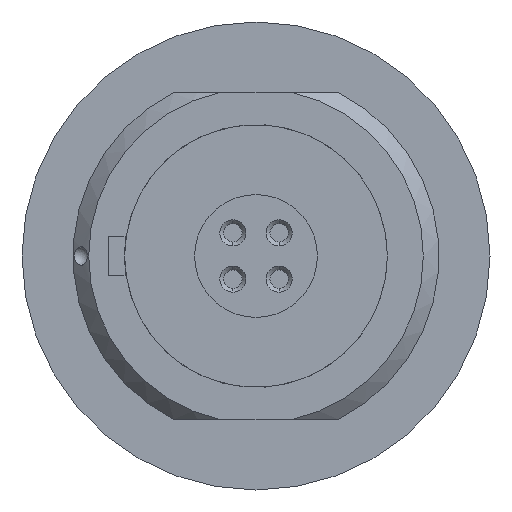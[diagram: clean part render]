
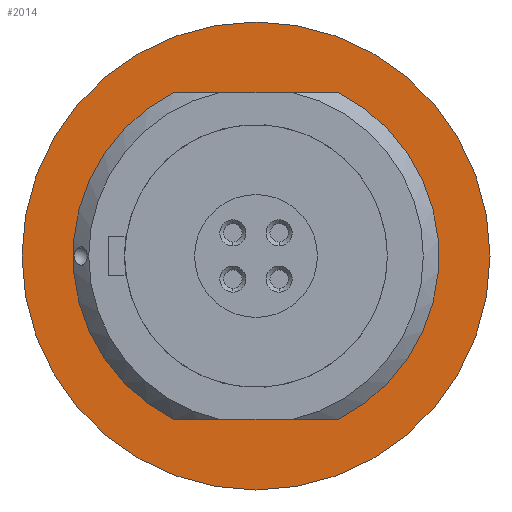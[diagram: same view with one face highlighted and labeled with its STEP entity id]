
A CAD part, left-side view. The second image highlights one B-rep face of the part: STEP entity #2014.
In plain terms, the highlighted planar face has unit normal (-1, 0, 0).
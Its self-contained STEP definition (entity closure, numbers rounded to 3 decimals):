
#264=CARTESIAN_POINT('',(-5.1,0.,0.));
#265=DIRECTION('',(-1.,0.,0.));
#266=DIRECTION('',(0.,1.,0.));
#267=AXIS2_PLACEMENT_3D('',#264,#265,#266);
#269=CARTESIAN_POINT('',(-5.1,0.,0.));
#270=DIRECTION('',(1.,0.,0.));
#271=DIRECTION('',(0.,1.,0.));
#272=AXIS2_PLACEMENT_3D('',#269,#270,#271);
#274=DIRECTION('',(0.,1.,0.));
#275=VECTOR('',#274,6.305);
#276=CARTESIAN_POINT('',(-5.1,-3.152,-6.25));
#277=LINE('',#276,#275);
#282=CARTESIAN_POINT('',(-5.1,0.,0.));
#283=DIRECTION('',(1.,0.,0.));
#284=DIRECTION('',(0.,0.45,-0.893));
#285=AXIS2_PLACEMENT_3D('',#282,#283,#284);
#291=CARTESIAN_POINT('',(-5.1,0.,0.));
#292=DIRECTION('',(1.,0.,0.));
#293=DIRECTION('',(0.,-0.45,0.893));
#294=AXIS2_PLACEMENT_3D('',#291,#292,#293);
#418=DIRECTION('',(0.,1.,0.));
#419=VECTOR('',#418,6.305);
#420=CARTESIAN_POINT('',(-5.1,-3.152,6.25));
#421=LINE('',#420,#419);
#1595=CARTESIAN_POINT('',(-5.1,-3.152,-6.25));
#1596=CARTESIAN_POINT('',(-5.1,3.152,-6.25));
#1597=VERTEX_POINT('',#1595);
#1598=VERTEX_POINT('',#1596);
#1599=CARTESIAN_POINT('',(-5.1,-3.152,6.25));
#1600=CARTESIAN_POINT('',(-5.1,3.152,6.25));
#1601=VERTEX_POINT('',#1599);
#1602=VERTEX_POINT('',#1600);
#1625=CARTESIAN_POINT('',(-5.1,8.95,0.));
#1626=CARTESIAN_POINT('',(-5.1,-8.95,0.));
#1627=VERTEX_POINT('',#1625);
#1628=VERTEX_POINT('',#1626);
#1995=CARTESIAN_POINT('',(-5.1,0.,0.));
#1996=DIRECTION('',(1.,0.,0.));
#1997=DIRECTION('',(0.,-1.,0.));
#1998=AXIS2_PLACEMENT_3D('',#1995,#1996,#1997);
#1999=PLANE('',#1998);
#2000=ORIENTED_EDGE('',*,*,#1977,.F.);
#2001=ORIENTED_EDGE('',*,*,#1962,.T.);
#2002=EDGE_LOOP('',(#2000,#2001));
#2003=FACE_OUTER_BOUND('',#2002,.F.);
#2005=ORIENTED_EDGE('',*,*,#2004,.F.);
#2007=ORIENTED_EDGE('',*,*,#2006,.F.);
#2009=ORIENTED_EDGE('',*,*,#2008,.F.);
#2011=ORIENTED_EDGE('',*,*,#2010,.T.);
#2012=EDGE_LOOP('',(#2005,#2007,#2009,#2011));
#2013=FACE_BOUND('',#2012,.F.);
#2014=ADVANCED_FACE('',(#2003,#2013),#1999,.F.);
#268=CIRCLE('',#267,8.95);
#273=CIRCLE('',#272,8.95);
#286=CIRCLE('',#285,7.);
#295=CIRCLE('',#294,7.);
#1962=EDGE_CURVE('',#1627,#1628,#273,.T.);
#1977=EDGE_CURVE('',#1627,#1628,#268,.T.);
#2004=EDGE_CURVE('',#1598,#1602,#286,.T.);
#2006=EDGE_CURVE('',#1597,#1598,#277,.T.);
#2008=EDGE_CURVE('',#1601,#1597,#295,.T.);
#2010=EDGE_CURVE('',#1601,#1602,#421,.T.);
